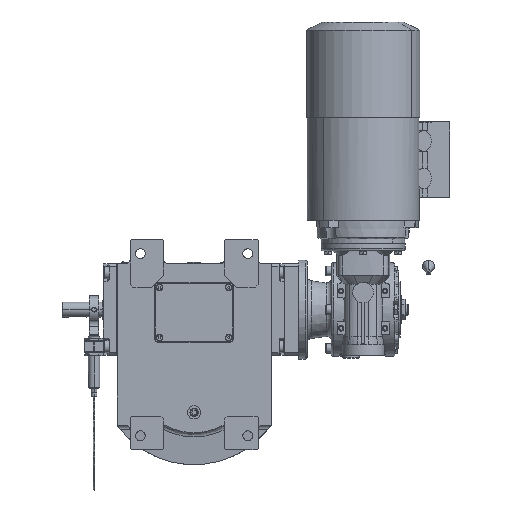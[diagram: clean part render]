
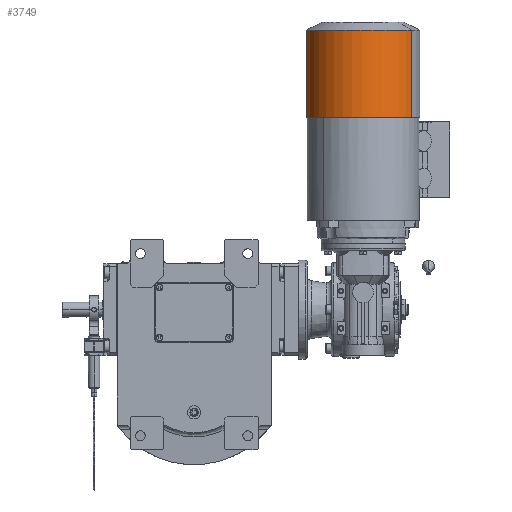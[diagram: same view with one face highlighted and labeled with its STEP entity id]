
A CAD part, front view. The second image highlights one B-rep face of the part: STEP entity #3749.
In plain terms, the highlighted cylindrical face has radius 60.5 mm (diameter 121 mm), a partial arc.
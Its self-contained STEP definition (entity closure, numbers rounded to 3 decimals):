
#2878 = DIRECTION ( 'NONE',  ( 1., 0., 0. ) ) ;
#3234 = ORIENTED_EDGE ( 'NONE', *, *, #15763, .F. ) ;
#3749 = ADVANCED_FACE ( 'NONE', ( #68767 ), #5844, .T. ) ;
#4630 = CIRCLE ( 'NONE', #50322, 60.5 ) ;
#5844 = CYLINDRICAL_SURFACE ( 'NONE', #42985, 60.5 ) ;
#15572 = VERTEX_POINT ( 'NONE', #60477 ) ;
#15763 = EDGE_CURVE ( 'NONE', #85804, #106704, #4630, .T. ) ;
#22827 = DIRECTION ( 'NONE',  ( 0., 0.242, 0.97 ) ) ;
#22985 = VECTOR ( 'NONE', #103906, 1000. ) ;
#27018 = DIRECTION ( 'NONE',  ( 1., 0., 0. ) ) ;
#29435 = CARTESIAN_POINT ( 'NONE',  ( -64.811, -6.286, 0. ) ) ;
#33965 = EDGE_CURVE ( 'NONE', #63127, #15572, #94478, .T. ) ;
#42985 = AXIS2_PLACEMENT_3D ( 'NONE', #50172, #69984, #22827 ) ;
#45982 = ORIENTED_EDGE ( 'NONE', *, *, #115651, .T. ) ;
#46759 = DIRECTION ( 'NONE',  ( -1., 0., 0. ) ) ;
#47354 = LINE ( 'NONE', #64757, #22985 ) ;
#48931 = AXIS2_PLACEMENT_3D ( 'NONE', #29435, #27018, #86544 ) ;
#50172 = CARTESIAN_POINT ( 'NONE',  ( -26.951, -6.286, 0. ) ) ;
#50301 = ORIENTED_EDGE ( 'NONE', *, *, #115105, .T. ) ;
#50322 = AXIS2_PLACEMENT_3D ( 'NONE', #102083, #46759, #82161 ) ;
#53612 = CARTESIAN_POINT ( 'NONE',  ( -158.212, -20.922, -58.703 ) ) ;
#59400 = CARTESIAN_POINT ( 'NONE',  ( -158.212, -20.922, -58.703 ) ) ;
#60477 = CARTESIAN_POINT ( 'NONE',  ( -64.811, -20.922, -58.703 ) ) ;
#62909 = CARTESIAN_POINT ( 'NONE',  ( -64.811, 8.35, 58.703 ) ) ;
#63127 = VERTEX_POINT ( 'NONE', #62909 ) ;
#64757 = CARTESIAN_POINT ( 'NONE',  ( -64.811, 8.35, 58.703 ) ) ;
#67879 = EDGE_LOOP ( 'NONE', ( #100619, #45982, #3234, #50301 ) ) ;
#68767 = FACE_OUTER_BOUND ( 'NONE', #67879, .T. ) ;
#69984 = DIRECTION ( 'NONE',  ( -1., 0., 0. ) ) ;
#70242 = VECTOR ( 'NONE', #2878, 1000. ) ;
#82161 = DIRECTION ( 'NONE',  ( 0., -0.242, -0.97 ) ) ;
#85804 = VERTEX_POINT ( 'NONE', #53612 ) ;
#86544 = DIRECTION ( 'NONE',  ( 0., 0.242, 0.97 ) ) ;
#87966 = LINE ( 'NONE', #59400, #70242 ) ;
#94478 = CIRCLE ( 'NONE', #48931, 60.5 ) ;
#98353 = CARTESIAN_POINT ( 'NONE',  ( -158.212, 8.35, 58.703 ) ) ;
#100619 = ORIENTED_EDGE ( 'NONE', *, *, #33965, .F. ) ;
#102083 = CARTESIAN_POINT ( 'NONE',  ( -158.212, -6.286, 0. ) ) ;
#103906 = DIRECTION ( 'NONE',  ( -1., 0., 0. ) ) ;
#106704 = VERTEX_POINT ( 'NONE', #98353 ) ;
#115105 = EDGE_CURVE ( 'NONE', #85804, #15572, #87966, .T. ) ;
#115651 = EDGE_CURVE ( 'NONE', #63127, #106704, #47354, .T. ) ;
